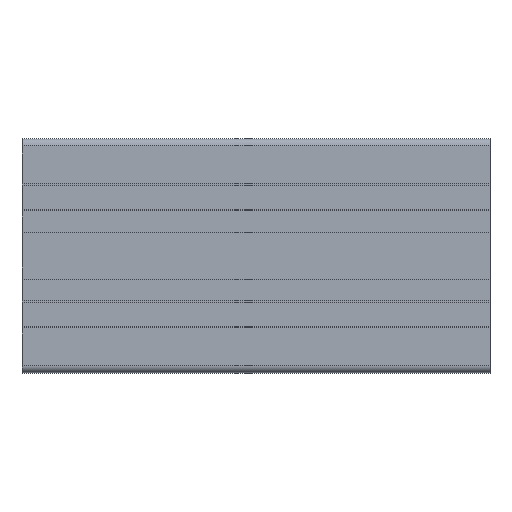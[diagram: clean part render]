
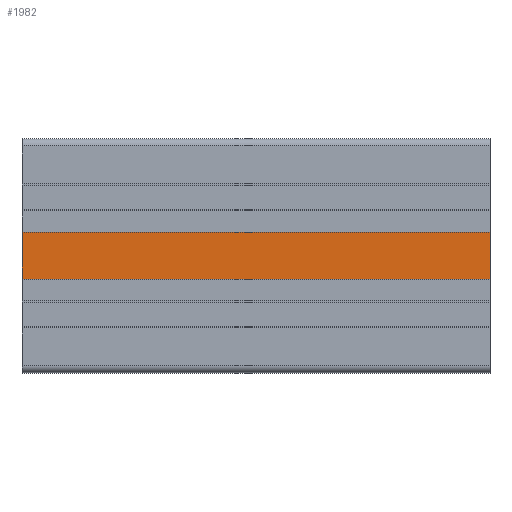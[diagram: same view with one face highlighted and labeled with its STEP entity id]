
A CAD part, top view. The second image highlights one B-rep face of the part: STEP entity #1982.
In plain terms, the highlighted planar face has unit normal (0, 0, 1).
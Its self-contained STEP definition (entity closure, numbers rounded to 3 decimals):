
#14 = FACE_OUTER_BOUND ( 'NONE', #3763, .T. ) ;
#546 = LINE ( 'NONE', #12477, #563 ) ;
#547 = LINE ( 'NONE', #12467, #548 ) ;
#548 = VECTOR ( 'NONE', #12468, 1000. ) ;
#555 = LINE ( 'NONE', #12475, #556 ) ;
#556 = VECTOR ( 'NONE', #12476, 1000. ) ;
#561 = LINE ( 'NONE', #12481, #562 ) ;
#562 = VECTOR ( 'NONE', #12482, 1000. ) ;
#563 = VECTOR ( 'NONE', #12484, 1000. ) ;
#1982 = ADVANCED_FACE ( 'NONE', ( #14 ), #11775, .T. ) ;
#2312 = EDGE_CURVE ( 'NONE', #5762, #6309, #547, .T. ) ;
#2316 = EDGE_CURVE ( 'NONE', #5807, #5762, #555, .T. ) ;
#2319 = EDGE_CURVE ( 'NONE', #5847, #6309, #561, .T. ) ;
#2320 = EDGE_CURVE ( 'NONE', #5847, #5807, #546, .T. ) ;
#2549 = ORIENTED_EDGE ( 'NONE', *, *, #2316, .F. ) ;
#2550 = ORIENTED_EDGE ( 'NONE', *, *, #2312, .F. ) ;
#2551 = ORIENTED_EDGE ( 'NONE', *, *, #2319, .T. ) ;
#2552 = ORIENTED_EDGE ( 'NONE', *, *, #2320, .F. ) ;
#3763 = EDGE_LOOP ( 'NONE', ( #2552, #2551, #2550, #2549 ) ) ;
#5762 = VERTEX_POINT ( 'NONE', #7579 ) ;
#5807 = VERTEX_POINT ( 'NONE', #7624 ) ;
#5847 = VERTEX_POINT ( 'NONE', #7665 ) ;
#6309 = VERTEX_POINT ( 'NONE', #8559 ) ;
#7579 = CARTESIAN_POINT ( 'NONE',  ( 0., 10., 49. ) ) ;
#7624 = CARTESIAN_POINT ( 'NONE',  ( -200., 10., 49. ) ) ;
#7665 = CARTESIAN_POINT ( 'NONE',  ( -200., -10., 49. ) ) ;
#8559 = CARTESIAN_POINT ( 'NONE',  ( 0., -10., 49. ) ) ;
#9999 = AXIS2_PLACEMENT_3D ( 'NONE', #11778, #11784, #11785 ) ;
#11775 = PLANE ( 'NONE',  #9999 ) ;
#11778 = CARTESIAN_POINT ( 'NONE',  ( -341.421, 10., 49. ) ) ;
#11784 = DIRECTION ( 'NONE',  ( 0., 0., 1. ) ) ;
#11785 = DIRECTION ( 'NONE',  ( 1., 0., 0. ) ) ;
#12467 = CARTESIAN_POINT ( 'NONE',  ( 0., 10., 49. ) ) ;
#12468 = DIRECTION ( 'NONE',  ( 0., -1., 0. ) ) ;
#12475 = CARTESIAN_POINT ( 'NONE',  ( -341.421, 10., 49. ) ) ;
#12476 = DIRECTION ( 'NONE',  ( 1., 0., 0. ) ) ;
#12477 = CARTESIAN_POINT ( 'NONE',  ( -200., 10., 49. ) ) ;
#12481 = CARTESIAN_POINT ( 'NONE',  ( -341.421, -10., 49. ) ) ;
#12482 = DIRECTION ( 'NONE',  ( 1., 0., 0. ) ) ;
#12484 = DIRECTION ( 'NONE',  ( 0., 1., 0. ) ) ;
